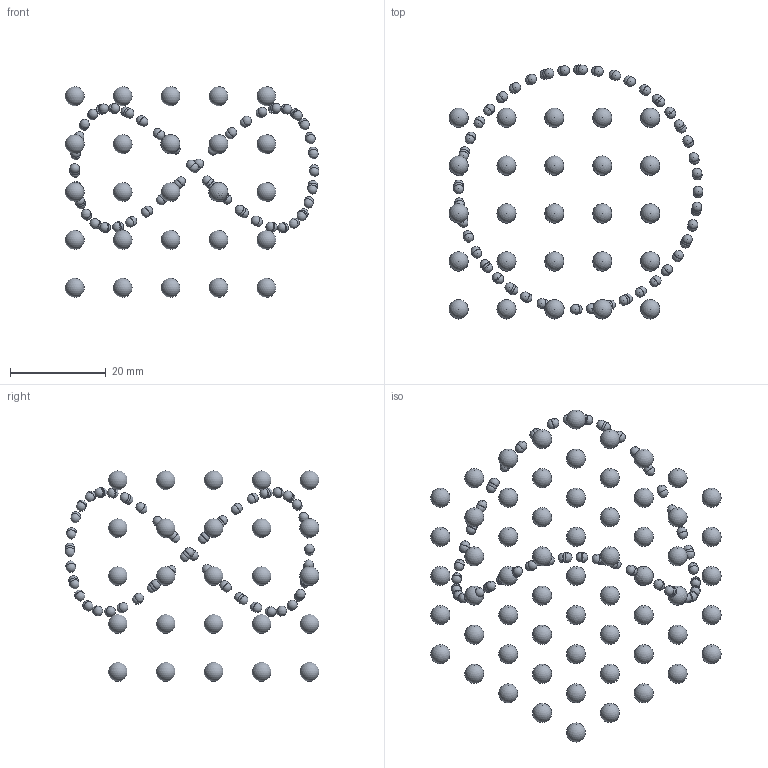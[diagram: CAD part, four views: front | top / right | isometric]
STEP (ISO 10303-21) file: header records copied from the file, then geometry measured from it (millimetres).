
FILE_DESCRIPTION(('Open CASCADE Model'),'2;1');
FILE_NAME('Open CASCADE Shape Model','2024-05-23T00:16:47',('Author'),( 'Open CASCADE'),'Open CASCADE STEP processor 7.7','Open CASCADE 7.7' ,'Unknown');
FILE_SCHEMA(('AUTOMOTIVE_DESIGN { 1 0 10303 214 1 1 1 1 }'));
Length unit declared in the file: millimetre
Products named in the file (163): Open CASCADE STEP translator 7.7 19; Open CASCADE STEP translator 7.7 19.1; Open CASCADE STEP translator 7.7 19.2; Open CASCADE STEP translator 7.7 19.3; Open CASCADE STEP translator 7.7 19.4; Open CASCADE STEP translator 7.7 19.5; Open CASCADE STEP translator 7.7 19.6; Open CASCADE STEP translator 7.7 19.7; Open CASCADE STEP translator 7.7 19.8; Open CASCADE STEP translator 7.7 19.9; Open CASCADE STEP translator 7.7 19.10; Open CASCADE STEP translator 7.7 19.11; Open CASCADE STEP translator 7.7 19.12; Open CASCADE STEP translator 7.7 19.13; Open CASCADE STEP translator 7.7 19.14; Open CASCADE STEP translator 7.7 19.15; Open CASCADE STEP translator 7.7 19.16; Open CASCADE STEP translator 7.7 19.17; Open CASCADE STEP translator 7.7 19.18; Open CASCADE STEP translator 7.7 19.19; Open CASCADE STEP translator 7.7 19.20; Open CASCADE STEP translator 7.7 19.21; Open CASCADE STEP translator 7.7 19.22; Open CASCADE STEP translator 7.7 19.23; Open CASCADE STEP translator 7.7 19.24; Open CASCADE STEP translator 7.7 19.25; Open CASCADE STEP translator 7.7 19.26; Open CASCADE STEP translator 7.7 19.27; Open CASCADE STEP translator 7.7 19.28; Open CASCADE STEP translator 7.7 19.29; Open CASCADE STEP translator 7.7 19.30; Open CASCADE STEP translator 7.7 19.31; Open CASCADE STEP translator 7.7 19.32; Open CASCADE STEP translator 7.7 19.33; Open CASCADE STEP translator 7.7 19.34; Open CASCADE STEP translator 7.7 19.35; Open CASCADE STEP translator 7.7 19.36; Open CASCADE STEP translator 7.7 19.37; Open CASCADE STEP translator 7.7 19.38; Open CASCADE STEP translator 7.7 19.39 ...
Assembly tree (162 placements, depth 2):
  Open CASCADE STEP translator 7.7 19
    Open CASCADE STEP translator 7.7 19.1
    Open CASCADE STEP translator 7.7 19.2
    Open CASCADE STEP translator 7.7 19.3
    Open CASCADE STEP translator 7.7 19.4
    Open CASCADE STEP translator 7.7 19.5
    Open CASCADE STEP translator 7.7 19.6
    Open CASCADE STEP translator 7.7 19.7
    Open CASCADE STEP translator 7.7 19.8
    Open CASCADE STEP translator 7.7 19.9
    Open CASCADE STEP translator 7.7 19.10
    Open CASCADE STEP translator 7.7 19.11
    Open CASCADE STEP translator 7.7 19.12
    Open CASCADE STEP translator 7.7 19.13
    Open CASCADE STEP translator 7.7 19.14
    Open CASCADE STEP translator 7.7 19.15
    Open CASCADE STEP translator 7.7 19.16
    Open CASCADE STEP translator 7.7 19.17
    Open CASCADE STEP translator 7.7 19.18
    Open CASCADE STEP translator 7.7 19.19
    Open CASCADE STEP translator 7.7 19.20
    Open CASCADE STEP translator 7.7 19.21
    Open CASCADE STEP translator 7.7 19.22
    Open CASCADE STEP translator 7.7 19.23
    Open CASCADE STEP translator 7.7 19.24
    Open CASCADE STEP translator 7.7 19.25
    Open CASCADE STEP translator 7.7 19.26
    Open CASCADE STEP translator 7.7 19.27
    Open CASCADE STEP translator 7.7 19.28
    Open CASCADE STEP translator 7.7 19.29
    Open CASCADE STEP translator 7.7 19.30
    Open CASCADE STEP translator 7.7 19.31
    Open CASCADE STEP translator 7.7 19.32
    Open CASCADE STEP translator 7.7 19.33
    Open CASCADE STEP translator 7.7 19.34
    Open CASCADE STEP translator 7.7 19.35
    Open CASCADE STEP translator 7.7 19.36
    Open CASCADE STEP translator 7.7 19.37
    Open CASCADE STEP translator 7.7 19.38
    Open CASCADE STEP translator 7.7 19.39
    Open CASCADE STEP translator 7.7 19.40
    Open CASCADE STEP translator 7.7 19.41
    Open CASCADE STEP translator 7.7 19.42
    Open CASCADE STEP translator 7.7 19.43
    Open CASCADE STEP translator 7.7 19.44
    Open CASCADE STEP translator 7.7 19.45
    Open CASCADE STEP translator 7.7 19.46
    Open CASCADE STEP translator 7.7 19.47
    Open CASCADE STEP translator 7.7 19.48
    Open CASCADE STEP translator 7.7 19.49
    Open CASCADE STEP translator 7.7 19.50
    Open CASCADE STEP translator 7.7 19.51
    Open CASCADE STEP translator 7.7 19.52
    Open CASCADE STEP translator 7.7 19.53
    Open CASCADE STEP translator 7.7 19.54
    Open CASCADE STEP translator 7.7 19.55
    Open CASCADE STEP translator 7.7 19.56
    Open CASCADE STEP translator 7.7 19.57
    Open CASCADE STEP translator 7.7 19.58
    Open CASCADE STEP translator 7.7 19.59
Bounding box: 52.98 x 52.98 x 44 mm (x, y, z)
Volume: 4426.2 mm3; surface area: 7058.9 mm2
Topology: 162 solids, 162 shells, 223 faces, 704 edges, 471 vertices
Faces by surface type: sphere 223
Entity records: 21872 total; most frequent: CARTESIAN_POINT 13308, DIRECTION 1426, AXIS2_PLACEMENT_3D 609, ORIENTED_EDGE 446, PCURVE 446, DEFINITIONAL_REPRESENTATION 446, VERTEX_POINT 340, PRODUCT_DEFINITION_SHAPE 325
